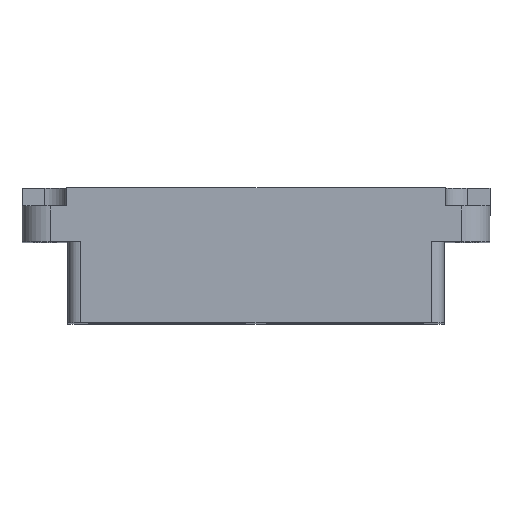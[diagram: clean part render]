
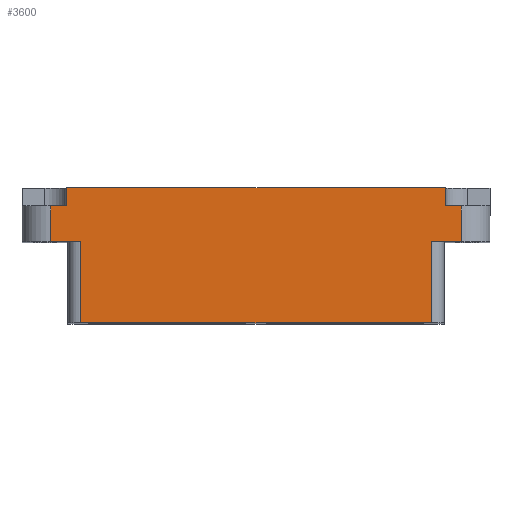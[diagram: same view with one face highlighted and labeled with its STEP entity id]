
A CAD part, top view. The second image highlights one B-rep face of the part: STEP entity #3600.
In plain terms, the highlighted planar face has unit normal (0, 0, 1).
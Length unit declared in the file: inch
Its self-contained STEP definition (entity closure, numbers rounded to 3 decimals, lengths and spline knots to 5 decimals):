
#15 = CARTESIAN_POINT ( 'NONE',  ( 2.53, 0., 4.4175 ) ) ;
#16 = EDGE_CURVE ( 'NONE', #2736, #1739, #2034, .T. ) ;
#17 = ORIENTED_EDGE ( 'NONE', *, *, #3310, .T. ) ;
#62 = LINE ( 'NONE', #700, #2790 ) ;
#130 = DIRECTION ( 'NONE',  ( 0., 1., 0. ) ) ;
#131 = ORIENTED_EDGE ( 'NONE', *, *, #827, .F. ) ;
#165 = DIRECTION ( 'NONE',  ( 0., 0., -1. ) ) ;
#172 = EDGE_CURVE ( 'NONE', #3226, #1523, #3010, .T. ) ;
#253 = CARTESIAN_POINT ( 'NONE',  ( -0.32, 0.565, 4.4175 ) ) ;
#316 = VECTOR ( 'NONE', #3280, 39.37008 ) ;
#338 = EDGE_CURVE ( 'NONE', #861, #2736, #627, .T. ) ;
#340 = LINE ( 'NONE', #15, #1581 ) ;
#447 = CARTESIAN_POINT ( 'NONE',  ( 0.09, 0.565, 4.4175 ) ) ;
#470 = DIRECTION ( 'NONE',  ( 0., -1., 0. ) ) ;
#498 = DIRECTION ( 'NONE',  ( -1., 0., 0. ) ) ;
#543 = EDGE_CURVE ( 'NONE', #1969, #2602, #3172, .T. ) ;
#573 = VECTOR ( 'NONE', #3878, 39.37008 ) ;
#627 = LINE ( 'NONE', #3754, #2153 ) ;
#700 = CARTESIAN_POINT ( 'NONE',  ( 0., 0., 4.4175 ) ) ;
#712 = CARTESIAN_POINT ( 'NONE',  ( -0.008, 0.815, 4.4175 ) ) ;
#827 = EDGE_CURVE ( 'NONE', #1575, #2602, #3061, .T. ) ;
#847 = PLANE ( 'NONE',  #3377 ) ;
#861 = VERTEX_POINT ( 'NONE', #974 ) ;
#966 = DIRECTION ( 'NONE',  ( 0., 1., 0. ) ) ;
#974 = CARTESIAN_POINT ( 'NONE',  ( -0.12, 0.815, 4.4175 ) ) ;
#985 = CARTESIAN_POINT ( 'NONE',  ( -0.12, 0.565, 4.4175 ) ) ;
#1020 = VECTOR ( 'NONE', #130, 39.37008 ) ;
#1038 = EDGE_CURVE ( 'NONE', #861, #3226, #3555, .T. ) ;
#1042 = CARTESIAN_POINT ( 'NONE',  ( 2.74, 0., 4.4175 ) ) ;
#1060 = CARTESIAN_POINT ( 'NONE',  ( -0.12, 0., 4.4175 ) ) ;
#1263 = CARTESIAN_POINT ( 'NONE',  ( 2.62, 0.565, 4.4175 ) ) ;
#1286 = ORIENTED_EDGE ( 'NONE', *, *, #1038, .T. ) ;
#1310 = EDGE_LOOP ( 'NONE', ( #2054, #1944, #1848, #1286, #3700, #2805, #1583, #3234, #1756, #2643, #131, #17 ) ) ;
#1346 = LINE ( 'NONE', #1692, #316 ) ;
#1357 = CARTESIAN_POINT ( 'NONE',  ( 2.53, 0.565, 4.4175 ) ) ;
#1383 = VECTOR ( 'NONE', #4009, 39.37008 ) ;
#1400 = EDGE_CURVE ( 'NONE', #2826, #3882, #340, .T. ) ;
#1459 = CARTESIAN_POINT ( 'NONE',  ( 2.74, 0.565, 4.4175 ) ) ;
#1510 = EDGE_CURVE ( 'NONE', #1778, #1739, #1346, .T. ) ;
#1523 = VERTEX_POINT ( 'NONE', #447 ) ;
#1558 = VECTOR ( 'NONE', #470, 39.37008 ) ;
#1575 = VERTEX_POINT ( 'NONE', #3244 ) ;
#1581 = VECTOR ( 'NONE', #3490, 39.37008 ) ;
#1583 = ORIENTED_EDGE ( 'NONE', *, *, #2304, .T. ) ;
#1636 = VERTEX_POINT ( 'NONE', #2426 ) ;
#1692 = CARTESIAN_POINT ( 'NONE',  ( 2.94, 0.94, 4.4175 ) ) ;
#1724 = EDGE_CURVE ( 'NONE', #3882, #1969, #2222, .T. ) ;
#1739 = VERTEX_POINT ( 'NONE', #2183 ) ;
#1756 = ORIENTED_EDGE ( 'NONE', *, *, #1724, .T. ) ;
#1778 = VERTEX_POINT ( 'NONE', #3425 ) ;
#1793 = CARTESIAN_POINT ( 'NONE',  ( 2.74, 0.815, 4.4175 ) ) ;
#1804 = CARTESIAN_POINT ( 'NONE',  ( 0., 0., 4.4175 ) ) ;
#1813 = CARTESIAN_POINT ( 'NONE',  ( -0.008, 0.815, 4.4175 ) ) ;
#1848 = ORIENTED_EDGE ( 'NONE', *, *, #338, .F. ) ;
#1944 = ORIENTED_EDGE ( 'NONE', *, *, #16, .F. ) ;
#1969 = VERTEX_POINT ( 'NONE', #1459 ) ;
#2034 = LINE ( 'NONE', #712, #1020 ) ;
#2054 = ORIENTED_EDGE ( 'NONE', *, *, #1510, .T. ) ;
#2107 = CARTESIAN_POINT ( 'NONE',  ( 2.74, 0.815, 4.4175 ) ) ;
#2153 = VECTOR ( 'NONE', #2180, 39.37008 ) ;
#2180 = DIRECTION ( 'NONE',  ( 1., 0., 0. ) ) ;
#2183 = CARTESIAN_POINT ( 'NONE',  ( -0.008, 0.94, 4.4175 ) ) ;
#2222 = LINE ( 'NONE', #1263, #2870 ) ;
#2304 = EDGE_CURVE ( 'NONE', #1636, #2826, #62, .T. ) ;
#2370 = VECTOR ( 'NONE', #3499, 39.37008 ) ;
#2426 = CARTESIAN_POINT ( 'NONE',  ( 0.09, 0., 4.4175 ) ) ;
#2504 = LINE ( 'NONE', #3117, #2928 ) ;
#2523 = DIRECTION ( 'NONE',  ( 1., 0., 0. ) ) ;
#2602 = VERTEX_POINT ( 'NONE', #1793 ) ;
#2643 = ORIENTED_EDGE ( 'NONE', *, *, #543, .T. ) ;
#2736 = VERTEX_POINT ( 'NONE', #1813 ) ;
#2790 = VECTOR ( 'NONE', #3764, 39.37008 ) ;
#2805 = ORIENTED_EDGE ( 'NONE', *, *, #3995, .T. ) ;
#2826 = VERTEX_POINT ( 'NONE', #3817 ) ;
#2870 = VECTOR ( 'NONE', #2523, 39.37008 ) ;
#2928 = VECTOR ( 'NONE', #966, 39.37008 ) ;
#2978 = VECTOR ( 'NONE', #3668, 39.37008 ) ;
#3010 = LINE ( 'NONE', #253, #2978 ) ;
#3061 = LINE ( 'NONE', #2107, #1383 ) ;
#3117 = CARTESIAN_POINT ( 'NONE',  ( 2.628, 0.815, 4.4175 ) ) ;
#3172 = LINE ( 'NONE', #1042, #2370 ) ;
#3226 = VERTEX_POINT ( 'NONE', #985 ) ;
#3234 = ORIENTED_EDGE ( 'NONE', *, *, #1400, .T. ) ;
#3244 = CARTESIAN_POINT ( 'NONE',  ( 2.628, 0.815, 4.4175 ) ) ;
#3280 = DIRECTION ( 'NONE',  ( -1., 0., 0. ) ) ;
#3287 = CARTESIAN_POINT ( 'NONE',  ( 0.09, 0., 4.4175 ) ) ;
#3310 = EDGE_CURVE ( 'NONE', #1575, #1778, #2504, .T. ) ;
#3314 = FACE_OUTER_BOUND ( 'NONE', #1310, .T. ) ;
#3377 = AXIS2_PLACEMENT_3D ( 'NONE', #1804, #165, #498 ) ;
#3425 = CARTESIAN_POINT ( 'NONE',  ( 2.628, 0.94, 4.4175 ) ) ;
#3490 = DIRECTION ( 'NONE',  ( 0., 1., 0. ) ) ;
#3499 = DIRECTION ( 'NONE',  ( 0., 1., 0. ) ) ;
#3555 = LINE ( 'NONE', #1060, #573 ) ;
#3600 = ADVANCED_FACE ( 'NONE', ( #3314 ), #847, .F. ) ;
#3668 = DIRECTION ( 'NONE',  ( 1., 0., 0. ) ) ;
#3700 = ORIENTED_EDGE ( 'NONE', *, *, #172, .T. ) ;
#3754 = CARTESIAN_POINT ( 'NONE',  ( -0.12, 0.815, 4.4175 ) ) ;
#3764 = DIRECTION ( 'NONE',  ( 1., 0., 0. ) ) ;
#3817 = CARTESIAN_POINT ( 'NONE',  ( 2.53, 0., 4.4175 ) ) ;
#3878 = DIRECTION ( 'NONE',  ( 0., -1., 0. ) ) ;
#3882 = VERTEX_POINT ( 'NONE', #1357 ) ;
#3966 = LINE ( 'NONE', #3287, #1558 ) ;
#3995 = EDGE_CURVE ( 'NONE', #1523, #1636, #3966, .T. ) ;
#4009 = DIRECTION ( 'NONE',  ( 1., 0., 0. ) ) ;
